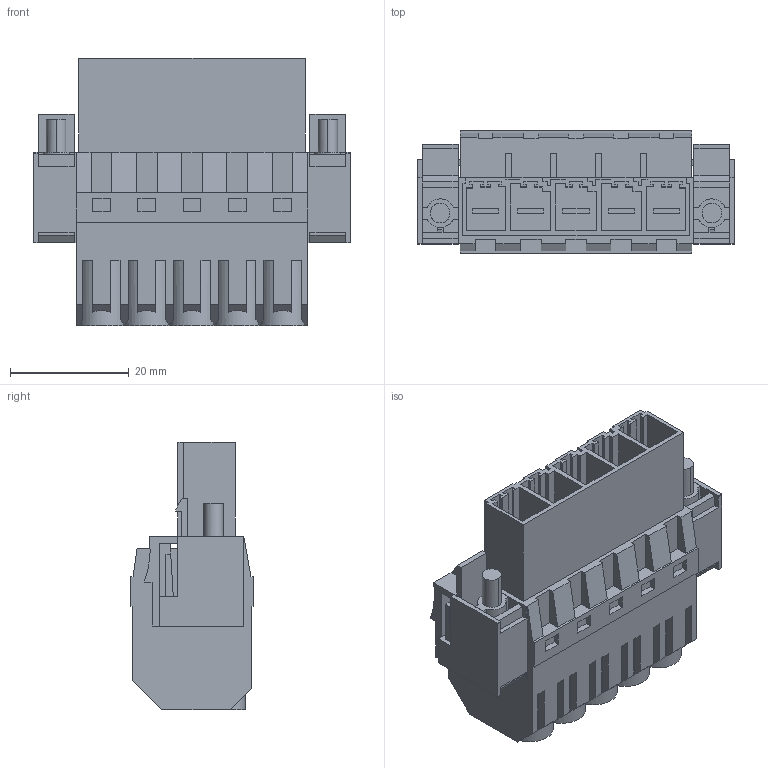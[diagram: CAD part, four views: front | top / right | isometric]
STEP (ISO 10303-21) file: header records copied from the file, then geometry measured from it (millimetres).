
FILE_DESCRIPTION(('CATIA V5 STEP Exchange','CAx-IF Rec.Pracs.--- Model Styling and Organization---1.4--- 2014-01-23'),'2;1');
FILE_NAME ('D1448681_1_1124840000_1124840000.stp','2022-10-14T09:56:05+00:00',('none'),('Weidmueller'),'CATIA Version 5-6 Release 2016 SP3 HF44','CATIA V5 STEP AP214','none');
FILE_SCHEMA(('AUTOMOTIVE_DESIGN { 1 0 10303 214 1 1 1 1 }'));
Length unit declared in the file: millimetre
Products named in the file (1): 1124840000
Bounding box: 53.34 x 20.6 x 45.01 mm (x, y, z)
Volume: 21757.6 mm3; surface area: 17254.9 mm2
Topology: 10 solids, 10 shells, 634 faces, 1762 edges, 1177 vertices
Faces by surface type: plane 591, cylinder 43
Entity records: 19173 total; most frequent: CARTESIAN_POINT 3611, ORIENTED_EDGE 3524, DIRECTION 2580, EDGE_CURVE 1762, VECTOR 1636, LINE 1636, VERTEX_POINT 1177, EDGE_LOOP 671
